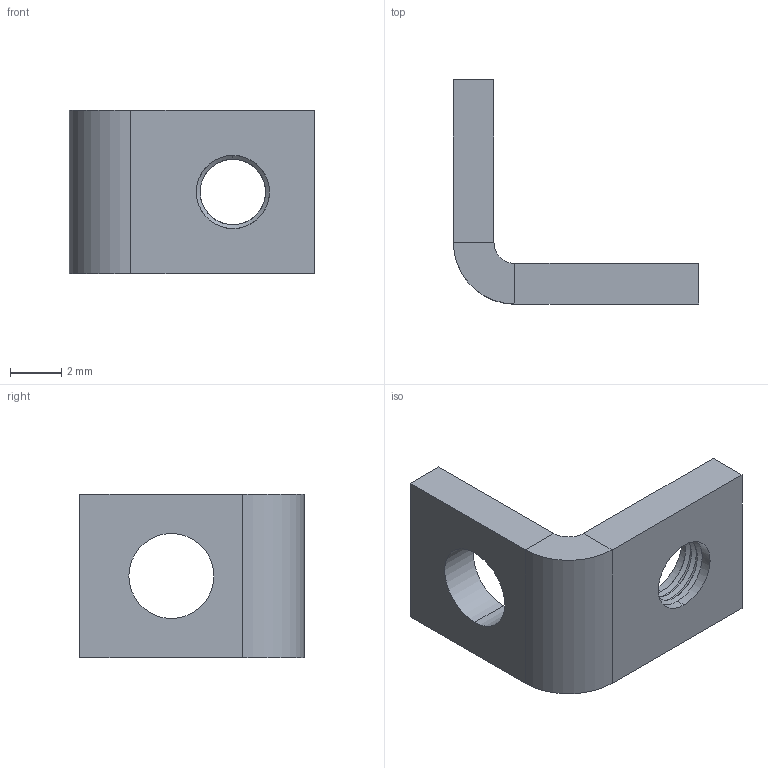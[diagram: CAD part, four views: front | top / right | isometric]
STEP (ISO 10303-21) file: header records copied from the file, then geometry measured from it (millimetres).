
FILE_DESCRIPTION (( 'STEP AP214' ), '1' );
FILE_NAME ('612.STEP', '2007-12-12T13:42:13', ( 'Richard Maletta' ), ( '' ), 'SwSTEP 2.0', 'SolidWorks 2007', '' );
FILE_SCHEMA (( 'AUTOMOTIVE_DESIGN' ));
Length unit declared in the file: inch
Products named in the file (1): 612
Bounding box: 9.53 x 8.71 x 6.35 mm (x, y, z)
Volume: 136.7 mm3; surface area: 277.4 mm2
Topology: 1 solids, 1 shells, 28 faces, 66 edges, 40 vertices
Faces by surface type: plane 14, cylinder 12, bspline 2
Entity records: 1028 total; most frequent: CARTESIAN_POINT 389, ORIENTED_EDGE 132, DIRECTION 119, EDGE_CURVE 66, LINE 41, VECTOR 41, VERTEX_POINT 40, AXIS2_PLACEMENT_3D 39
